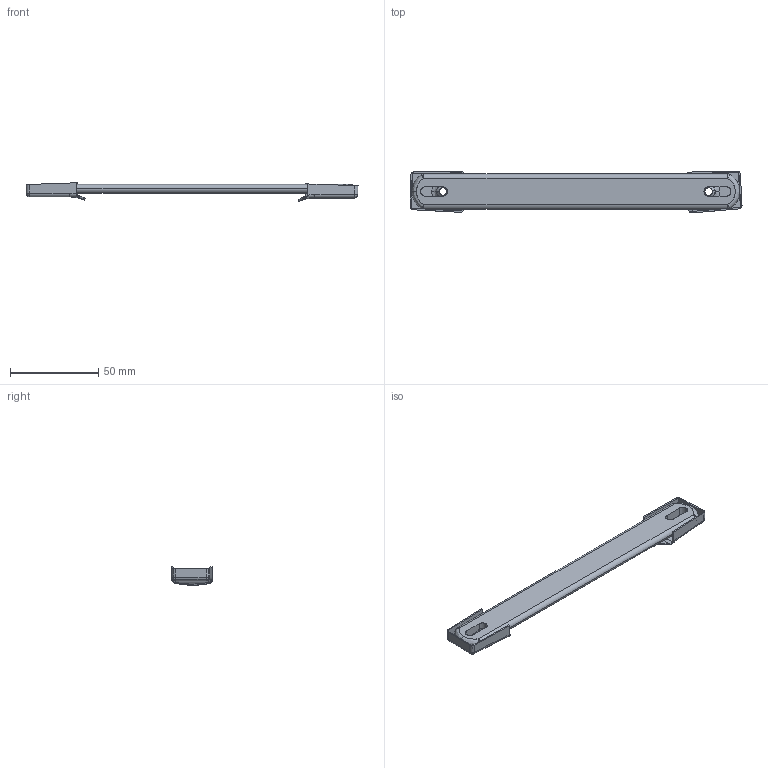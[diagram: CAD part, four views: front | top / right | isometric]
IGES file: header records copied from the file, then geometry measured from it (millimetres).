
Start section: SolidWorks IGES file using analytic representation for surfaces
Global section: file name: TSH-326.IGS,15HSolidWorks; native system: 2010; preprocessor: SolidWorks 2010; author: Administrator; date: 110927.105425; units: millimetre
Bounding box: 188.57 x 23.73 x 10.49 mm (x, y, z)
Surface area: 13503.8 mm2 (no closed solid volume)
Topology: 0 solids, 0 shells, 164 faces, 1366 edges, 1358 vertices
Faces by surface type: bspline 98, revolution 66
